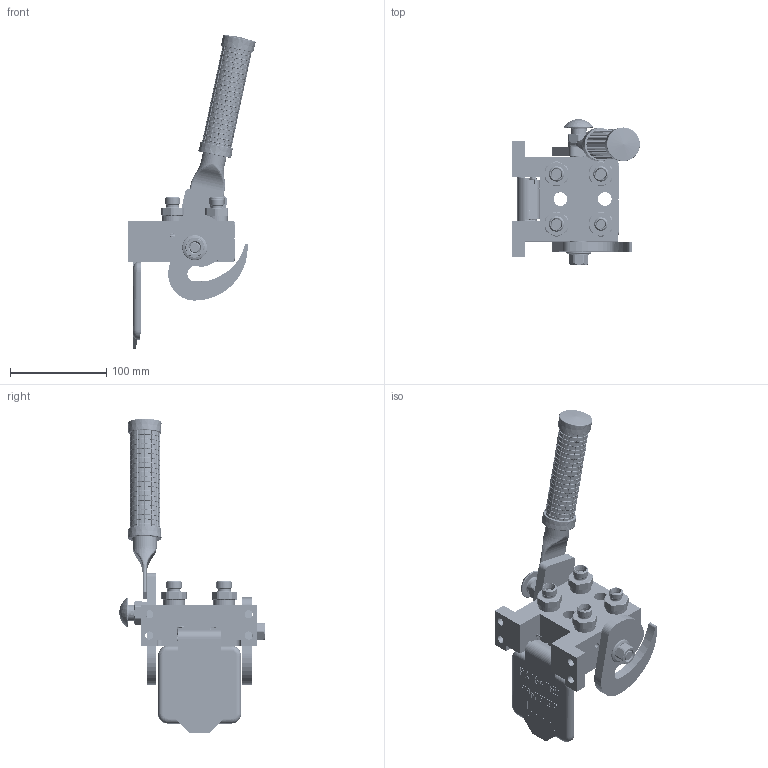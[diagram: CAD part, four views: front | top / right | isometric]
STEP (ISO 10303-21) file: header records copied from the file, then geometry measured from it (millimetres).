
FILE_DESCRIPTION (( 'STEP AP214' ), '1' );
FILE_NAME ('FASTER.step', '2025-02-16T18:56:53', ( '' ), ( '' ), 'SwSTEP 2.0', 'SolidWorks 2017', '' );
FILE_SCHEMA (( 'AUTOMOTIVE_DESIGN' ));
Length unit declared in the file: millimetre
Products named in the file (34): 4121_072_0000_200; 4830_022_0000_011; 4820_001_0001_004; 2ffnb14-2_16_f; et011; 4820_024_1001_020; curs_molla_14; A_2ffnb14-2_16_f; 4121_014_0000_000; 2ffnb14-2_14_f; 4820_024_1003_000; 4850_024_0000_012; or2x18; 1540_080_0012_000; 4820_024_1003_000_ASM; 4830_001_0005_301; 4830_025_0000_001; 4830_001_0005_300; 4830_070_0000_001; FASTER; 4820_024_1001_010; 4830_025_1000_000; sicura_p5; 4820_001_0004_000; 4820_020_1000_000; 0048_042_0412_000; P404_F_BASE; 4820_024_1001_021; 4820_024_1002_011; A_2ffnb14-2_14_f; 4830_025_2000_000; or1_5x7_m
Assembly tree (37 placements, depth 4):
  FASTER
    P404_F_BASE
      4820_020_1000_000
      4820_001_0004_000
      4820_001_0001_004
      4830_001_0005_300
      4830_001_0005_301
      4830_025_1000_000
      4830_022_0000_011
      4830_070_0000_001
    A_2ffnb14-2_16_f  x3
      curs_molla_14
        4121_014_0000_000
        4121_072_0000_200
      2ffnb14-2_16_f
        2ffnb14-2_16_f
    A_2ffnb14-2_14_f
      curs_molla_14
        4121_014_0000_000
        4121_072_0000_200
      2ffnb14-2_14_f
        2ffnb14-2_14_f
    4820_024_1003_000
      4820_024_1003_000_ASM
        4820_024_1001_010
        4820_024_1001_021
        4820_024_1002_011
      sicura_p5
        4830_025_0000_001
        or1_5x7_m
        0048_042_0412_000
      4820_024_1001_020
      1540_080_0012_000
      4850_024_0000_012
      4830_025_2000_000
      or2x18  x2
    et011
Bounding box: 132.38 x 151.03 x 325.99 mm (x, y, z)
Volume: 177629.9 mm3; surface area: 232672.1 mm2
Topology: 33 solids, 77 shells, 5162 faces, 13703 edges, 8807 vertices
Faces by surface type: plane 2293, cylinder 1713, torus 480, cone 328, bspline 322, sphere 26
Entity records: 203117 total; most frequent: CARTESIAN_POINT 88722, ORIENTED_EDGE 24233, DIRECTION 20293, EDGE_CURVE 12206, VERTEX_POINT 7854, VECTOR 7177, LINE 7177, AXIS2_PLACEMENT_3D 6558
